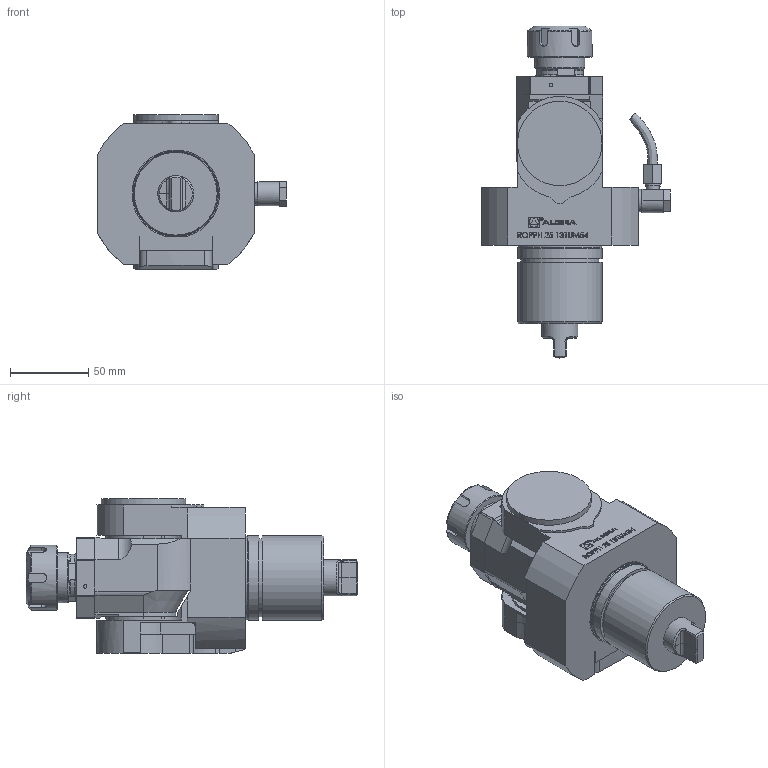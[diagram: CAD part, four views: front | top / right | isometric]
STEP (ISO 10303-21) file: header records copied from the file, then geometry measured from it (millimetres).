
FILE_DESCRIPTION (( 'STEP AP214' ), '1' );
FILE_NAME ('ROPPH25131UM54.STEP', '2026-01-28T09:56:11', ( '' ), ( '' ), 'SwSTEP 2.0', 'SolidWorks 2023', '' );
FILE_SCHEMA (( 'AUTOMOTIVE_DESIGN' ));
Length unit declared in the file: millimetre
Products named in the file (1): ROPPH25131UM54
Bounding box: 120.7 x 212.03 x 98.75 mm (x, y, z)
Volume: 774827.5 mm3; surface area: 77948.9 mm2
Topology: 3 solids, 5 shells, 637 faces, 1688 edges, 1104 vertices
Faces by surface type: plane 413, cylinder 118, bspline 79, cone 14, torus 13
Full cylindrical faces by diameter (mm): 1.7 x1, 2.1 x1, 6.366 x1, 8.2 x1, 9.8 x1, 14.5 x1, 23 x1, 32 x1, 41.5 x1, 49.9 x1, 53.6 x1, 54 x3
Entity records: 28738 total; most frequent: CARTESIAN_POINT 10180, ORIENTED_EDGE 3312, DIRECTION 2781, EDGE_CURVE 1656, VECTOR 1107, LINE 1107, VERTEX_POINT 1095, AXIS2_PLACEMENT_3D 837
